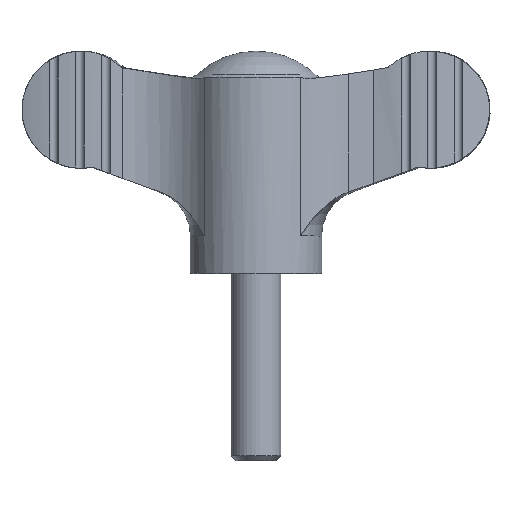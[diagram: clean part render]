
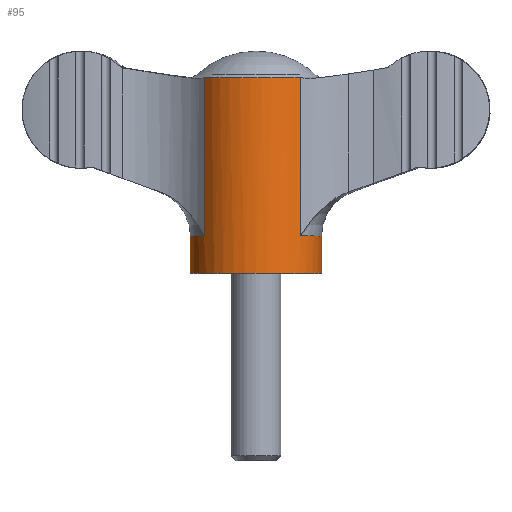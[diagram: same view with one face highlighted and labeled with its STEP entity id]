
A CAD part, top view. The second image highlights one B-rep face of the part: STEP entity #95.
In plain terms, the highlighted cylindrical face has radius 10.5 mm (diameter 21 mm), a full revolution.
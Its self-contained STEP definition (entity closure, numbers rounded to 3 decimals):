
#95 = ADVANCED_FACE( '', ( #227, #228 ), #229, .T. );
#227 = FACE_OUTER_BOUND( '', #393, .T. );
#228 = FACE_OUTER_BOUND( '', #394, .T. );
#229 = CYLINDRICAL_SURFACE( '', #395, 10.5 );
#393 = EDGE_LOOP( '', ( #616 ) );
#394 = EDGE_LOOP( '', ( #617, #618, #619, #620, #621, #622, #623, #624 ) );
#395 = AXIS2_PLACEMENT_3D( '', #625, #626, #627 );
#616 = ORIENTED_EDGE( '', *, *, #1033, .F. );
#617 = ORIENTED_EDGE( '', *, *, #1060, .T. );
#618 = ORIENTED_EDGE( '', *, *, #1061, .F. );
#619 = ORIENTED_EDGE( '', *, *, #1062, .F. );
#620 = ORIENTED_EDGE( '', *, *, #1040, .T. );
#621 = ORIENTED_EDGE( '', *, *, #1063, .T. );
#622 = ORIENTED_EDGE( '', *, *, #1064, .F. );
#623 = ORIENTED_EDGE( '', *, *, #1065, .F. );
#624 = ORIENTED_EDGE( '', *, *, #1066, .T. );
#625 = CARTESIAN_POINT( '', ( 0., 0., 0. ) );
#626 = DIRECTION( '', ( 0., 1., 0. ) );
#627 = DIRECTION( '', ( 0., 0., -1. ) );
#1033 = EDGE_CURVE( '', #1251, #1251, #1252, .T. );
#1040 = EDGE_CURVE( '', #1254, #1263, #1265, .T. );
#1060 = EDGE_CURVE( '', #1298, #1299, #1300, .T. );
#1061 = EDGE_CURVE( '', #1301, #1299, #1302, .T. );
#1062 = EDGE_CURVE( '', #1254, #1301, #1303, .T. );
#1063 = EDGE_CURVE( '', #1263, #1304, #1305, .T. );
#1064 = EDGE_CURVE( '', #1306, #1304, #1307, .T. );
#1065 = EDGE_CURVE( '', #1308, #1306, #1309, .T. );
#1066 = EDGE_CURVE( '', #1308, #1298, #1310, .T. );
#1251 = VERTEX_POINT( '', #1767 );
#1252 = CIRCLE( '', #1768, 10.5 );
#1254 = VERTEX_POINT( '', #1770 );
#1263 = VERTEX_POINT( '', #1805 );
#1265 = LINE( '', #1822, #1823 );
#1298 = VERTEX_POINT( '', #1886 );
#1299 = VERTEX_POINT( '', #1887 );
#1300 = CIRCLE( '', #1888, 10.5 );
#1301 = VERTEX_POINT( '', #1889 );
#1302 = LINE( '', #1890, #1891 );
#1303 = CIRCLE( '', #1892, 10.5 );
#1304 = VERTEX_POINT( '', #1893 );
#1305 = CIRCLE( '', #1894, 10.5 );
#1306 = VERTEX_POINT( '', #1895 );
#1307 = LINE( '', #1896, #1897 );
#1308 = VERTEX_POINT( '', #1898 );
#1309 = CIRCLE( '', #1899, 10.5 );
#1310 = LINE( '', #1900, #1901 );
#1767 = CARTESIAN_POINT( '', ( 0., 0., -10.5 ) );
#1768 = AXIS2_PLACEMENT_3D( '', #2490, #2491, #2492 );
#1770 = CARTESIAN_POINT( '', ( -8.303, 31.308, 6.427 ) );
#1805 = CARTESIAN_POINT( '', ( -8.303, 5.998, 6.427 ) );
#1822 = CARTESIAN_POINT( '', ( -8.303, 87.7, 6.427 ) );
#1823 = VECTOR( '', #2494, 1000. );
#1886 = CARTESIAN_POINT( '', ( 8.303, 5.998, -6.427 ) );
#1887 = CARTESIAN_POINT( '', ( 7.109, 5.998, 7.728 ) );
#1888 = AXIS2_PLACEMENT_3D( '', #2509, #2510, #2511 );
#1889 = CARTESIAN_POINT( '', ( 7.109, 31.308, 7.728 ) );
#1890 = CARTESIAN_POINT( '', ( 7.109, 87.7, 7.728 ) );
#1891 = VECTOR( '', #2512, 1000. );
#1892 = AXIS2_PLACEMENT_3D( '', #2513, #2514, #2515 );
#1893 = CARTESIAN_POINT( '', ( -7.109, 5.998, -7.728 ) );
#1894 = AXIS2_PLACEMENT_3D( '', #2516, #2517, #2518 );
#1895 = CARTESIAN_POINT( '', ( -7.109, 31.308, -7.728 ) );
#1896 = CARTESIAN_POINT( '', ( -7.109, 87.7, -7.728 ) );
#1897 = VECTOR( '', #2519, 1000. );
#1898 = CARTESIAN_POINT( '', ( 8.303, 31.308, -6.427 ) );
#1899 = AXIS2_PLACEMENT_3D( '', #2520, #2521, #2522 );
#1900 = CARTESIAN_POINT( '', ( 8.303, 87.7, -6.427 ) );
#1901 = VECTOR( '', #2523, 1000. );
#2490 = CARTESIAN_POINT( '', ( 0., 0., 0. ) );
#2491 = DIRECTION( '', ( 0., -1., 0. ) );
#2492 = DIRECTION( '', ( 0., 0., -1. ) );
#2494 = DIRECTION( '', ( 0., -1., 0. ) );
#2509 = CARTESIAN_POINT( '', ( 0., 5.998, 0. ) );
#2510 = DIRECTION( '', ( 0., -1., 0. ) );
#2511 = DIRECTION( '', ( 0., 0., -1. ) );
#2512 = DIRECTION( '', ( 0., -1., 0. ) );
#2513 = CARTESIAN_POINT( '', ( 0., 31.308, 0. ) );
#2514 = DIRECTION( '', ( 0., 1., 0. ) );
#2515 = DIRECTION( '', ( 0., 0., 1. ) );
#2516 = CARTESIAN_POINT( '', ( 0., 5.998, 0. ) );
#2517 = DIRECTION( '', ( 0., -1., 0. ) );
#2518 = DIRECTION( '', ( 0., 0., -1. ) );
#2519 = DIRECTION( '', ( 0., -1., 0. ) );
#2520 = CARTESIAN_POINT( '', ( 0., 31.308, 0. ) );
#2521 = DIRECTION( '', ( 0., 1., 0. ) );
#2522 = DIRECTION( '', ( 0., 0., 1. ) );
#2523 = DIRECTION( '', ( 0., -1., 0. ) );
